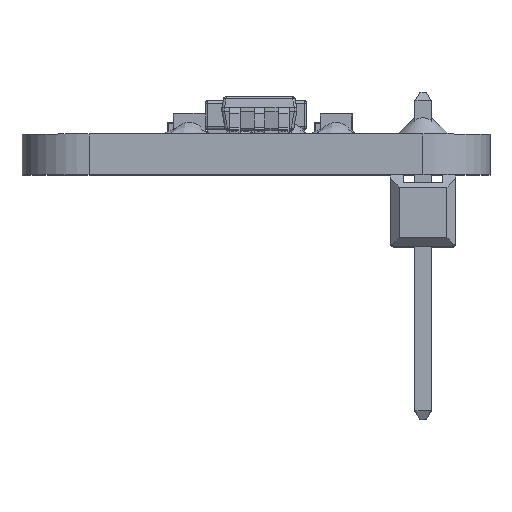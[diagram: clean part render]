
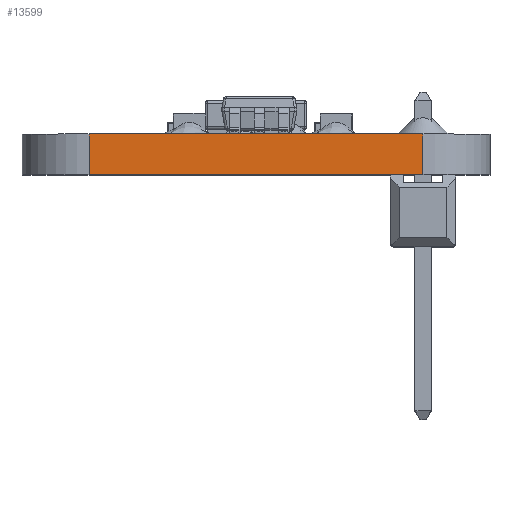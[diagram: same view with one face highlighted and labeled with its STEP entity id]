
A CAD part, top view. The second image highlights one B-rep face of the part: STEP entity #13599.
In plain terms, the highlighted planar face has unit normal (0, 0, 1).
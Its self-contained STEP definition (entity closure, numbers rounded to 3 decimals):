
#1607 = LINE ( 'NONE', #20042, #23900 ) ;
#1721 = ORIENTED_EDGE ( 'NONE', *, *, #28918, .T. ) ;
#1744 = EDGE_CURVE ( 'NONE', #27870, #32738, #3837, .T. ) ;
#3830 = EDGE_CURVE ( 'NONE', #27135, #27870, #6759, .T. ) ;
#3837 = LINE ( 'NONE', #11712, #14221 ) ;
#6759 = LINE ( 'NONE', #25562, #27786 ) ;
#9746 = DIRECTION ( 'NONE',  ( -1., 0., 0. ) ) ;
#11600 = CARTESIAN_POINT ( 'NONE',  ( -6.475, 1.57, 8.89 ) ) ;
#11712 = CARTESIAN_POINT ( 'NONE',  ( -6.475, 0., 8.89 ) ) ;
#13477 = LINE ( 'NONE', #27070, #34029 ) ;
#13599 = ADVANCED_FACE ( 'NONE', ( #22305 ), #16016, .F. ) ;
#14221 = VECTOR ( 'NONE', #27568, 1000. ) ;
#14544 = AXIS2_PLACEMENT_3D ( 'NONE', #30237, #16668, #16834 ) ;
#14565 = CARTESIAN_POINT ( 'NONE',  ( -6.475, 0., 8.89 ) ) ;
#14686 = ORIENTED_EDGE ( 'NONE', *, *, #3830, .T. ) ;
#14959 = CARTESIAN_POINT ( 'NONE',  ( 6.475, 1.57, 8.89 ) ) ;
#16016 = PLANE ( 'NONE',  #14544 ) ;
#16668 = DIRECTION ( 'NONE',  ( 0., 0., -1. ) ) ;
#16834 = DIRECTION ( 'NONE',  ( -1., 0., 0. ) ) ;
#20042 = CARTESIAN_POINT ( 'NONE',  ( 9.075, 0., 8.89 ) ) ;
#20393 = DIRECTION ( 'NONE',  ( 1., 0., 0. ) ) ;
#22305 = FACE_OUTER_BOUND ( 'NONE', #22959, .T. ) ;
#22959 = EDGE_LOOP ( 'NONE', ( #1721, #28423, #14686, #24559 ) ) ;
#23900 = VECTOR ( 'NONE', #20393, 1000. ) ;
#24418 = DIRECTION ( 'NONE',  ( 0., 1., 0. ) ) ;
#24559 = ORIENTED_EDGE ( 'NONE', *, *, #1744, .T. ) ;
#25562 = CARTESIAN_POINT ( 'NONE',  ( 6.348, 1.57, 8.89 ) ) ;
#27070 = CARTESIAN_POINT ( 'NONE',  ( 6.475, 0., 8.89 ) ) ;
#27135 = VERTEX_POINT ( 'NONE', #14959 ) ;
#27568 = DIRECTION ( 'NONE',  ( 0., -1., 0. ) ) ;
#27786 = VECTOR ( 'NONE', #9746, 1000. ) ;
#27870 = VERTEX_POINT ( 'NONE', #11600 ) ;
#28423 = ORIENTED_EDGE ( 'NONE', *, *, #29163, .T. ) ;
#28918 = EDGE_CURVE ( 'NONE', #32738, #29800, #1607, .T. ) ;
#29163 = EDGE_CURVE ( 'NONE', #29800, #27135, #13477, .T. ) ;
#29800 = VERTEX_POINT ( 'NONE', #34531 ) ;
#30237 = CARTESIAN_POINT ( 'NONE',  ( 0., 0., 8.89 ) ) ;
#32738 = VERTEX_POINT ( 'NONE', #14565 ) ;
#34029 = VECTOR ( 'NONE', #24418, 1000. ) ;
#34531 = CARTESIAN_POINT ( 'NONE',  ( 6.475, 0., 8.89 ) ) ;
